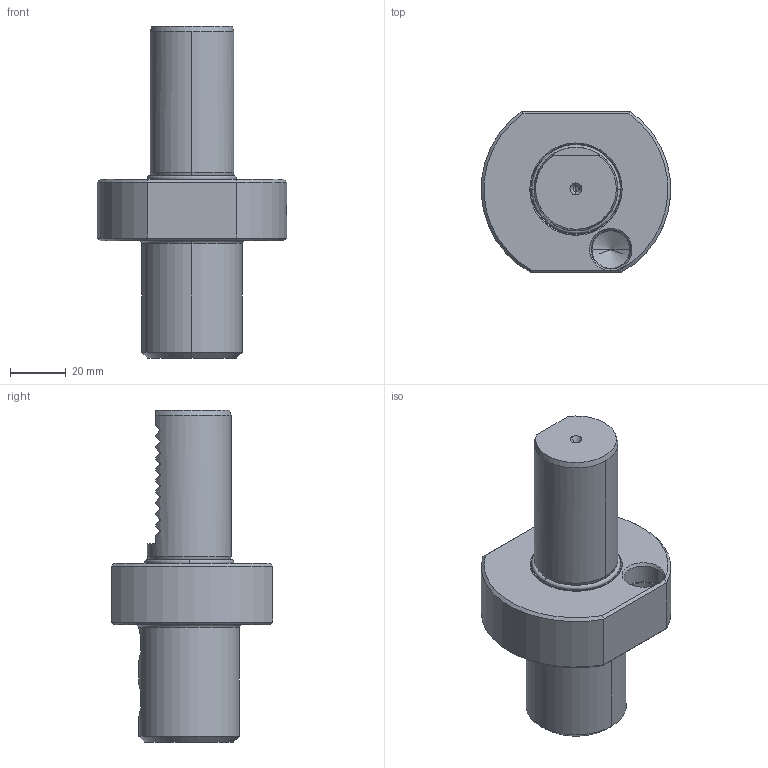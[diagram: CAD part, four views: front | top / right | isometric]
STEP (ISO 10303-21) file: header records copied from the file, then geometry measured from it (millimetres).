
FILE_DESCRIPTION((''),'2;1');
FILE_NAME('309_51_16','2020-09-29T',('101107'),(''),'CREO PARAMETRIC BY PTC INC, 2016260','CREO PARAMETRIC BY PTC INC, 2016260','');
FILE_SCHEMA(('CONFIG_CONTROL_DESIGN'));
Length unit declared in the file: millimetre
Products named in the file (1): 309_51_16
Bounding box: 67.95 x 58 x 119 mm (x, y, z)
Volume: 137938.6 mm3; surface area: 26173.7 mm2
Topology: 1 solids, 4 shells, 229 faces, 554 edges, 330 vertices
Faces by surface type: cone 89, plane 76, cylinder 50, torus 10, sphere 4
Entity records: 7189 total; most frequent: CARTESIAN_POINT 2009, ORIENTED_EDGE 1084, DIRECTION 1051, EDGE_CURVE 542, AXIS2_PLACEMENT_3D 418, VERTEX_POINT 330, EDGE_LOOP 244, FACE_OUTER_BOUND 229
